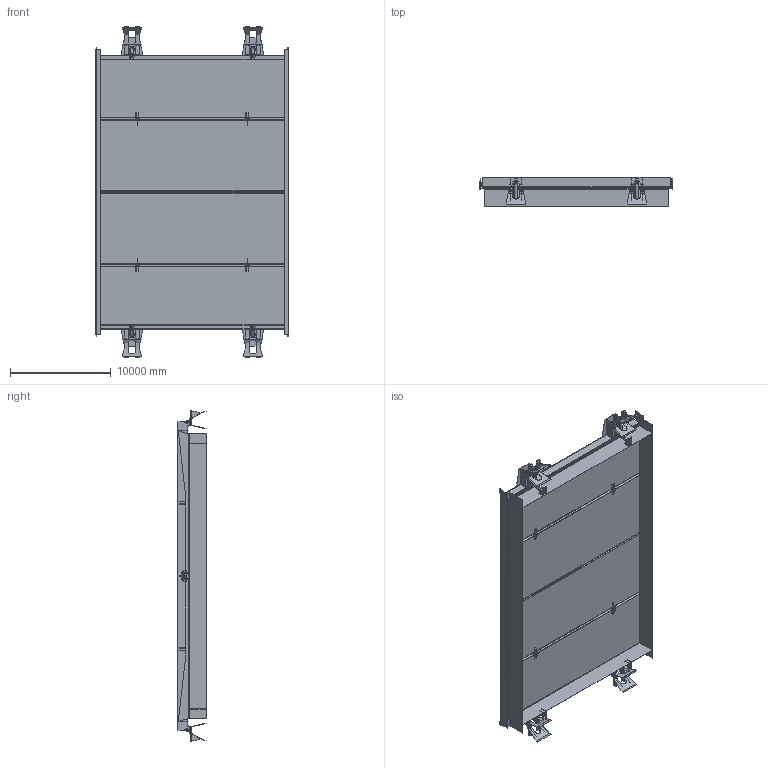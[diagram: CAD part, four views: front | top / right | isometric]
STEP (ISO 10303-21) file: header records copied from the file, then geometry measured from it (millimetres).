
FILE_DESCRIPTION(('FreeCAD Model'),'2;1');
FILE_NAME('Open CASCADE Shape Model','2025-05-03T07:52:57',('FreeCAD'),( 'FreeCAD'),'Open CASCADE STEP processor 7.6','FreeCAD','Unknown');
FILE_SCHEMA(('AUTOMOTIVE_DESIGN { 1 0 10303 214 1 1 1 1 }'));
Products named in the file (1): Open CASCADE STEP translator 7.6 1
Bounding box: 19226.09 x 2845.28 x 32757.06 mm (x, y, z)
Volume: 22455634616.8 mm3; surface area: 3082862294.1 mm2
Topology: 228 solids, 228 shells, 2524 faces, 5996 edges, 3980 vertices
Faces by surface type: bspline 2524
Entity records: 68616 total; most frequent: CARTESIAN_POINT 31753, ORIENTED_EDGE 11992, EDGE_CURVE 5996, B_SPLINE_CURVE_WITH_KNOTS 4560, VERTEX_POINT 3980, FACE_BOUND 2764, EDGE_LOOP 2764, ADVANCED_FACE 2524
